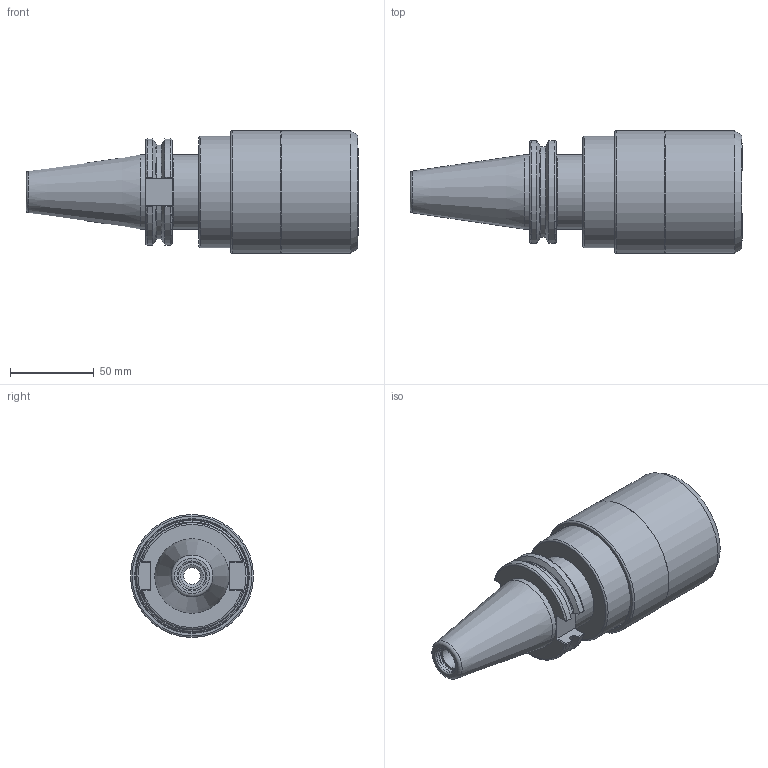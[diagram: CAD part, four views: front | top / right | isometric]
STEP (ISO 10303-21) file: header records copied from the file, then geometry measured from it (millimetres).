
FILE_DESCRIPTION(/* description */ (''),/* implementation_level */ '2;1');
FILE_NAME(/* name */ 'CAT40-RT3-130.stp',/* time_stamp */ '2019-08-02T09:55:37-05:00',/* author */ ('ldfli'),/* organization */ ('Pioneer N.A.'),/* preprocessor_version */ 'ST-DEVELOPER v18',/* originating_system */ 'Autodesk Inventor LT',/* authorisation */ '');
FILE_SCHEMA (('AUTOMOTIVE_DESIGN { 1 0 10303 214 3 1 1 }'));
Length unit declared in the file: millimetre
Products named in the file (1): CAT40-RT3-130
Bounding box: 198.25 x 73.5 x 73.5 mm (x, y, z)
Volume: 377762.6 mm3; surface area: 78435.3 mm2
Topology: 1 solids, 2 shells, 127 faces, 367 edges, 250 vertices
Faces by surface type: plane 45, cylinder 26, cone 20, torus 20, bspline 16
Full cylindrical faces by diameter (mm): 10 x2, 13.386 x1, 16.3 x1, 16.8 x1, 44.45 x2, 48 x1, 49 x1, 59.6 x1, 60 x4, 64 x1, 66.5 x2, 67.5 x1, 73 x1, 73.5 x1
Entity records: 5044 total; most frequent: CARTESIAN_POINT 1669, ORIENTED_EDGE 732, DIRECTION 691, EDGE_CURVE 366, AXIS2_PLACEMENT_3D 278, VERTEX_POINT 250, CIRCLE 166, EDGE_LOOP 138
